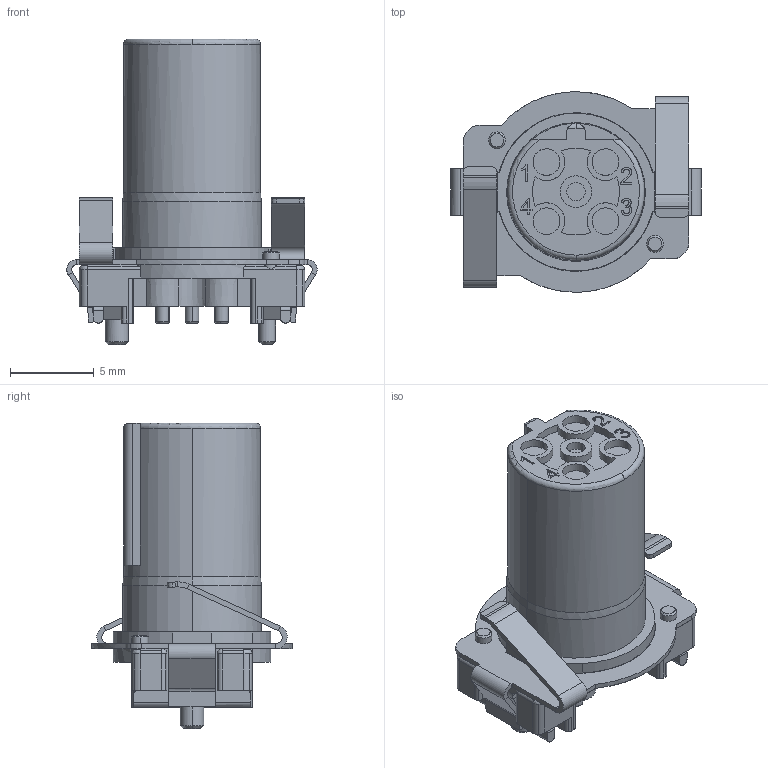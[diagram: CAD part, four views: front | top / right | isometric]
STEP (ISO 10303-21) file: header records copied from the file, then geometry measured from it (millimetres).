
FILE_DESCRIPTION(('CATIA V5 STEP Exchange','CAx-IF Rec.Pracs.--- Model Styling and Organization---1.4--- 2014-01-23'),'2;1');
FILE_NAME ('030304-2_0', '2023-11-09T07:09:59+00:00', ('none'), ('Weidmueller'), 'CATIA Version 5-6 Release 2016 SP3 HF44', 'CATIA V5 STEP AP214', 'none');
FILE_SCHEMA(('AUTOMOTIVE_DESIGN { 1 0 10303 214 1 1 1 1 }'));
Length unit declared in the file: millimetre
Products named in the file (1): 2422840000
Bounding box: 14.99 x 12 x 18.3 mm (x, y, z)
Volume: 876.2 mm3; surface area: 1560.1 mm2
Topology: 10 solids, 14 shells, 625 faces, 1691 edges, 1093 vertices
Faces by surface type: plane 300, cylinder 198, bspline 63, cone 46, torus 14, sphere 4
Entity records: 20899 total; most frequent: CARTESIAN_POINT 6529, ORIENTED_EDGE 3370, DIRECTION 2280, EDGE_CURVE 1663, VERTEX_POINT 1073, AXIS2_PLACEMENT_3D 916, VECTOR 890, LINE 890
